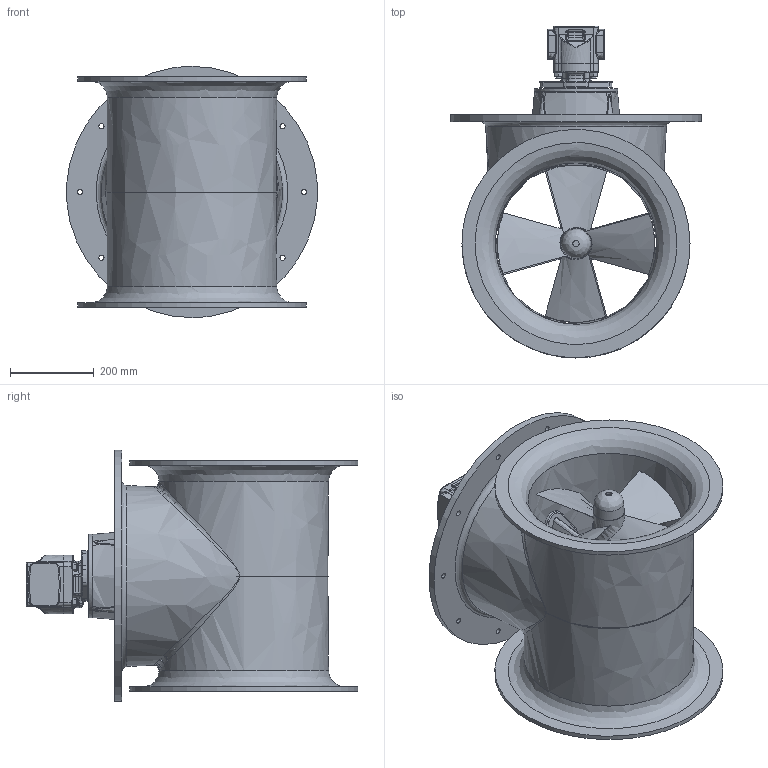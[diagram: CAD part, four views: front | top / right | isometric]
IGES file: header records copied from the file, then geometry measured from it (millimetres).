
Global section: file name: SH420HYD-386 STERN; native system: Autodesk Inventor 2015; preprocessor: unknown; author: Elvira H.; date: 20151211.123820; units: millimetre
Bounding box: 598.47 x 792.8 x 600 mm (x, y, z)
Volume: 28717145.8 mm3; surface area: 3170240.8 mm2
Topology: 1 solids, 1 shells, 2769 faces, 7376 edges, 4622 vertices
Faces by surface type: bspline 2769
